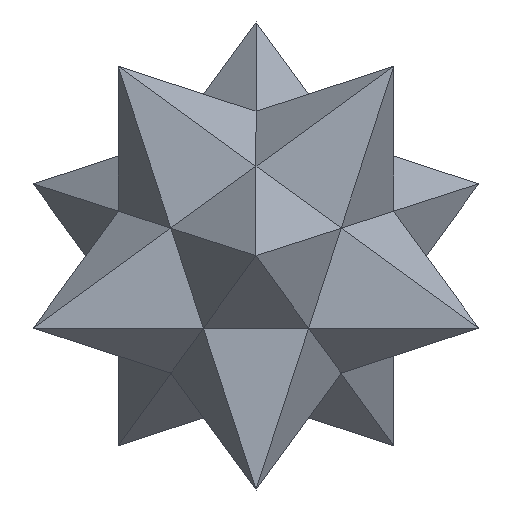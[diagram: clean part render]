
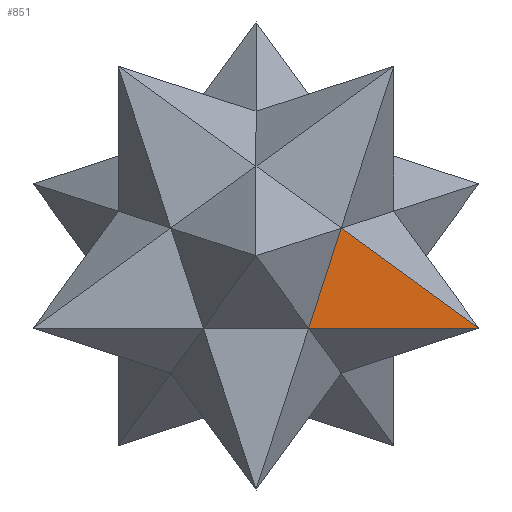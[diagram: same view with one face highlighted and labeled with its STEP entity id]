
A CAD part, top view. The second image highlights one B-rep face of the part: STEP entity #851.
In plain terms, the highlighted planar face has unit normal (0, 0, 1).
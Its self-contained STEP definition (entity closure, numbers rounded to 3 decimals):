
#11 = DIRECTION ( 'NONE',  ( 0., 0., -1. ) ) ;
#18 = LINE ( 'NONE', #1068, #803 ) ;
#57 = VERTEX_POINT ( 'NONE', #251 ) ;
#77 = DIRECTION ( 'NONE',  ( -0.809, 0.588, 0. ) ) ;
#87 = CARTESIAN_POINT ( 'NONE',  ( 0., 0., 39.733 ) ) ;
#89 = VECTOR ( 'NONE', #77, 1000. ) ;
#96 = LINE ( 'NONE', #570, #941 ) ;
#180 = EDGE_CURVE ( 'NONE', #1116, #57, #552, .T. ) ;
#251 = CARTESIAN_POINT ( 'NONE',  ( 28.868, 9.38, 39.733 ) ) ;
#293 = CARTESIAN_POINT ( 'NONE',  ( 75.576, -24.556, 39.733 ) ) ;
#467 = FACE_OUTER_BOUND ( 'NONE', #733, .T. ) ;
#520 = AXIS2_PLACEMENT_3D ( 'NONE', #87, #11, #847 ) ;
#552 = LINE ( 'NONE', #933, #89 ) ;
#560 = EDGE_CURVE ( 'NONE', #1116, #1165, #96, .T. ) ;
#570 = CARTESIAN_POINT ( 'NONE',  ( 17.841, -24.556, 39.733 ) ) ;
#733 = EDGE_LOOP ( 'NONE', ( #893, #960, #964 ) ) ;
#803 = VECTOR ( 'NONE', #875, 1000. ) ;
#847 = DIRECTION ( 'NONE',  ( -1., 0., 0. ) ) ;
#851 = ADVANCED_FACE ( 'NONE', ( #467 ), #1123, .F. ) ;
#875 = DIRECTION ( 'NONE',  ( 0.309, 0.951, 0. ) ) ;
#893 = ORIENTED_EDGE ( 'NONE', *, *, #180, .T. ) ;
#932 = EDGE_CURVE ( 'NONE', #1165, #57, #18, .T. ) ;
#933 = CARTESIAN_POINT ( 'NONE',  ( 28.868, 9.38, 39.733 ) ) ;
#941 = VECTOR ( 'NONE', #948, 1000. ) ;
#948 = DIRECTION ( 'NONE',  ( -1., 0., 0. ) ) ;
#960 = ORIENTED_EDGE ( 'NONE', *, *, #932, .F. ) ;
#964 = ORIENTED_EDGE ( 'NONE', *, *, #560, .F. ) ;
#1041 = CARTESIAN_POINT ( 'NONE',  ( 17.841, -24.556, 39.733 ) ) ;
#1068 = CARTESIAN_POINT ( 'NONE',  ( 17.841, -24.556, 39.733 ) ) ;
#1116 = VERTEX_POINT ( 'NONE', #293 ) ;
#1123 = PLANE ( 'NONE',  #520 ) ;
#1165 = VERTEX_POINT ( 'NONE', #1041 ) ;
